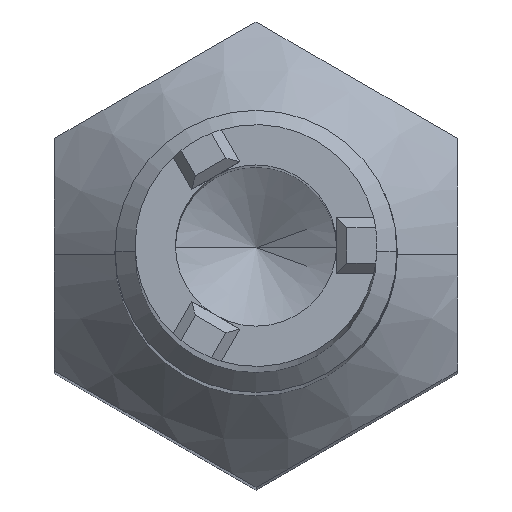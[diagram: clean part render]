
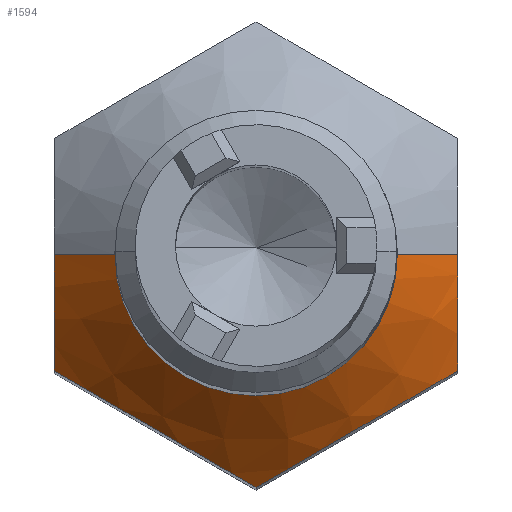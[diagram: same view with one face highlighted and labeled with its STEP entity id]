
A CAD part, top view. The second image highlights one B-rep face of the part: STEP entity #1594.
In plain terms, the highlighted conical face has half-angle 45 degrees and reference radius 2.32 mm.
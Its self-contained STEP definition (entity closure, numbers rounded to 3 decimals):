
#2 = CARTESIAN_POINT ( 'NONE',  ( -2., -1.155, -52.489 ) ) ;
#647 = CARTESIAN_POINT ( 'NONE',  ( 0., 0., -52.5 ) ) ;
#653 = EDGE_CURVE ( 'NONE', #6692, #1189, #9692, .T. ) ;
#776 = CARTESIAN_POINT ( 'NONE',  ( -2., -0.976, -52.4 ) ) ;
#838 = VERTEX_POINT ( 'NONE', #7982 ) ;
#921 = CARTESIAN_POINT ( 'NONE',  ( -1.18, -1.628, -52.188 ) ) ;
#969 = CARTESIAN_POINT ( 'NONE',  ( 2., -1.155, -52.489 ) ) ;
#1103 = VECTOR ( 'NONE', #3920, 1000. ) ;
#1189 = VERTEX_POINT ( 'NONE', #7698 ) ;
#1594 = ADVANCED_FACE ( 'NONE', ( #10155 ), #10610, .T. ) ;
#1738 = EDGE_CURVE ( 'NONE', #5349, #6692, #3287, .T. ) ;
#1755 = CARTESIAN_POINT ( 'NONE',  ( -0.319, -2.125, -52.321 ) ) ;
#1817 = VECTOR ( 'NONE', #9826, 1000. ) ;
#1863 = CARTESIAN_POINT ( 'NONE',  ( -1.436, -1.481, -52.24 ) ) ;
#1883 = CARTESIAN_POINT ( 'NONE',  ( 0.909, -1.785, -52.18 ) ) ;
#2039 = VERTEX_POINT ( 'NONE', #8544 ) ;
#2060 = LINE ( 'NONE', #8033, #1817 ) ;
#2191 = DIRECTION ( 'NONE',  ( -1., 0., 0. ) ) ;
#2439 = VERTEX_POINT ( 'NONE', #10592 ) ;
#2560 = CARTESIAN_POINT ( 'NONE',  ( 1.343, -1.534, -52.21 ) ) ;
#2702 = CARTESIAN_POINT ( 'NONE',  ( -0.657, -1.93, -52.21 ) ) ;
#2723 = CARTESIAN_POINT ( 'NONE',  ( 0.156, -2.219, -52.399 ) ) ;
#3031 = DIRECTION ( 'NONE',  ( 0., 0., -1. ) ) ;
#3105 = ORIENTED_EDGE ( 'NONE', *, *, #653, .T. ) ;
#3194 = CARTESIAN_POINT ( 'NONE',  ( -1.4, 0., -51.58 ) ) ;
#3287 = CIRCLE ( 'NONE', #4182, 1.4 ) ;
#3289 = CARTESIAN_POINT ( 'NONE',  ( -2., -0.401, -52.211 ) ) ;
#3396 = CARTESIAN_POINT ( 'NONE',  ( 0.82, -1.836, -52.188 ) ) ;
#3434 = CARTESIAN_POINT ( 'NONE',  ( -0.157, -2.219, -52.399 ) ) ;
#3485 = CARTESIAN_POINT ( 'NONE',  ( -1.684, -1.337, -52.322 ) ) ;
#3819 = AXIS2_PLACEMENT_3D ( 'NONE', #647, #8515, #4938 ) ;
#3920 = DIRECTION ( 'NONE',  ( -0.707, 0., -0.707 ) ) ;
#3923 = CARTESIAN_POINT ( 'NONE',  ( 0., 0., -51.58 ) ) ;
#4159 = CARTESIAN_POINT ( 'NONE',  ( -0.829, -1.831, -52.18 ) ) ;
#4182 = AXIS2_PLACEMENT_3D ( 'NONE', #3923, #3031, #2191 ) ;
#4217 = CARTESIAN_POINT ( 'NONE',  ( -2., -1.155, -52.489 ) ) ;
#4373 = CARTESIAN_POINT ( 'NONE',  ( 2., -0.976, -52.4 ) ) ;
#4534 = CARTESIAN_POINT ( 'NONE',  ( 2., -0.203, -52.18 ) ) ;
#4656 = EDGE_LOOP ( 'NONE', ( #10420, #8404, #3105, #4982, #7233, #6234, #10363 ) ) ;
#4811 = CARTESIAN_POINT ( 'NONE',  ( 1.681, -1.339, -52.321 ) ) ;
#4938 = DIRECTION ( 'NONE',  ( -1., 0., 0. ) ) ;
#4982 = ORIENTED_EDGE ( 'NONE', *, *, #9621, .T. ) ;
#5052 = B_SPLINE_CURVE_WITH_KNOTS ( 'NONE', 3,
 ( #8420, #8312, #3289, #9940, #776, #2 ),
 .UNSPECIFIED., .F., .F.,
 ( 4, 2, 4 ),
 ( 0.002, 0.003, 0.004 ),
 .UNSPECIFIED. ) ;
#5349 = VERTEX_POINT ( 'NONE', #7749 ) ;
#5548 = EDGE_CURVE ( 'NONE', #2039, #7390, #8945, .T. ) ;
#6121 = CARTESIAN_POINT ( 'NONE',  ( 0.564, -1.984, -52.24 ) ) ;
#6230 = CARTESIAN_POINT ( 'NONE',  ( 2., -1.155, -52.489 ) ) ;
#6234 = ORIENTED_EDGE ( 'NONE', *, *, #8240, .T. ) ;
#6692 = VERTEX_POINT ( 'NONE', #3194 ) ;
#6800 = CARTESIAN_POINT ( 'NONE',  ( 1.171, -1.633, -52.18 ) ) ;
#6940 = CARTESIAN_POINT ( 'NONE',  ( 2., -0.788, -52.322 ) ) ;
#7233 = ORIENTED_EDGE ( 'NONE', *, *, #5548, .T. ) ;
#7390 = VERTEX_POINT ( 'NONE', #10644 ) ;
#7633 = EDGE_CURVE ( 'NONE', #838, #2439, #9293, .T. ) ;
#7644 = CARTESIAN_POINT ( 'NONE',  ( 0.316, -2.127, -52.322 ) ) ;
#7698 = CARTESIAN_POINT ( 'NONE',  ( -2., 0., -52.18 ) ) ;
#7749 = CARTESIAN_POINT ( 'NONE',  ( 1.4, 0., -51.58 ) ) ;
#7970 = EDGE_CURVE ( 'NONE', #5349, #2439, #2060, .T. ) ;
#7982 = CARTESIAN_POINT ( 'NONE',  ( 2., -1.155, -52.489 ) ) ;
#7999 = CARTESIAN_POINT ( 'NONE',  ( 2., 0., -52.18 ) ) ;
#8033 = CARTESIAN_POINT ( 'NONE',  ( 2.32, 0., -52.5 ) ) ;
#8240 = EDGE_CURVE ( 'NONE', #7390, #838, #8474, .T. ) ;
#8312 = CARTESIAN_POINT ( 'NONE',  ( -2., -0.203, -52.18 ) ) ;
#8404 = ORIENTED_EDGE ( 'NONE', *, *, #1738, .T. ) ;
#8420 = CARTESIAN_POINT ( 'NONE',  ( -2., 0., -52.18 ) ) ;
#8474 = B_SPLINE_CURVE_WITH_KNOTS ( 'NONE', 3,
 ( #10334, #2723, #7644, #6121, #11059, #3396, #1883, #6800, #2560, #4811, #9709, #6230 ),
 .UNSPECIFIED., .F., .F.,
 ( 4, 2, 2, 2, 2, 4 ),
 ( 0., 0.001, 0.001, 0.001, 0.002, 0.002 ),
 .UNSPECIFIED. ) ;
#8515 = DIRECTION ( 'NONE',  ( 0., 0., -1. ) ) ;
#8544 = CARTESIAN_POINT ( 'NONE',  ( -2., -1.155, -52.489 ) ) ;
#8676 = CARTESIAN_POINT ( 'NONE',  ( -1.091, -1.68, -52.18 ) ) ;
#8945 = B_SPLINE_CURVE_WITH_KNOTS ( 'NONE', 3,
 ( #4217, #10368, #3485, #1863, #9467, #921, #8676, #4159, #2702, #1755, #3434, #10151 ),
 .UNSPECIFIED., .F., .F.,
 ( 4, 2, 2, 2, 2, 4 ),
 ( 0., 0.001, 0.001, 0.001, 0.002, 0.002 ),
 .UNSPECIFIED. ) ;
#9293 = B_SPLINE_CURVE_WITH_KNOTS ( 'NONE', 3,
 ( #969, #4373, #6940, #10471, #4534, #7999 ),
 .UNSPECIFIED., .F., .F.,
 ( 4, 2, 4 ),
 ( 0.001, 0.002, 0.002 ),
 .UNSPECIFIED. ) ;
#9467 = CARTESIAN_POINT ( 'NONE',  ( -1.351, -1.529, -52.218 ) ) ;
#9621 = EDGE_CURVE ( 'NONE', #1189, #2039, #5052, .T. ) ;
#9692 = LINE ( 'NONE', #10529, #1103 ) ;
#9709 = CARTESIAN_POINT ( 'NONE',  ( 1.843, -1.245, -52.399 ) ) ;
#9826 = DIRECTION ( 'NONE',  ( 0.707, 0., -0.707 ) ) ;
#9940 = CARTESIAN_POINT ( 'NONE',  ( -2., -0.788, -52.322 ) ) ;
#10151 = CARTESIAN_POINT ( 'NONE',  ( 0., -2.309, -52.489 ) ) ;
#10155 = FACE_OUTER_BOUND ( 'NONE', #4656, .T. ) ;
#10334 = CARTESIAN_POINT ( 'NONE',  ( 0., -2.309, -52.489 ) ) ;
#10363 = ORIENTED_EDGE ( 'NONE', *, *, #7633, .T. ) ;
#10368 = CARTESIAN_POINT ( 'NONE',  ( -1.844, -1.245, -52.399 ) ) ;
#10420 = ORIENTED_EDGE ( 'NONE', *, *, #7970, .F. ) ;
#10471 = CARTESIAN_POINT ( 'NONE',  ( 2., -0.401, -52.211 ) ) ;
#10529 = CARTESIAN_POINT ( 'NONE',  ( -2.32, 0., -52.5 ) ) ;
#10592 = CARTESIAN_POINT ( 'NONE',  ( 2., 0., -52.18 ) ) ;
#10610 = CONICAL_SURFACE ( 'NONE', #3819, 2.32, 0.785 ) ;
#10644 = CARTESIAN_POINT ( 'NONE',  ( 0., -2.309, -52.489 ) ) ;
#11059 = CARTESIAN_POINT ( 'NONE',  ( 0.649, -1.935, -52.218 ) ) ;
